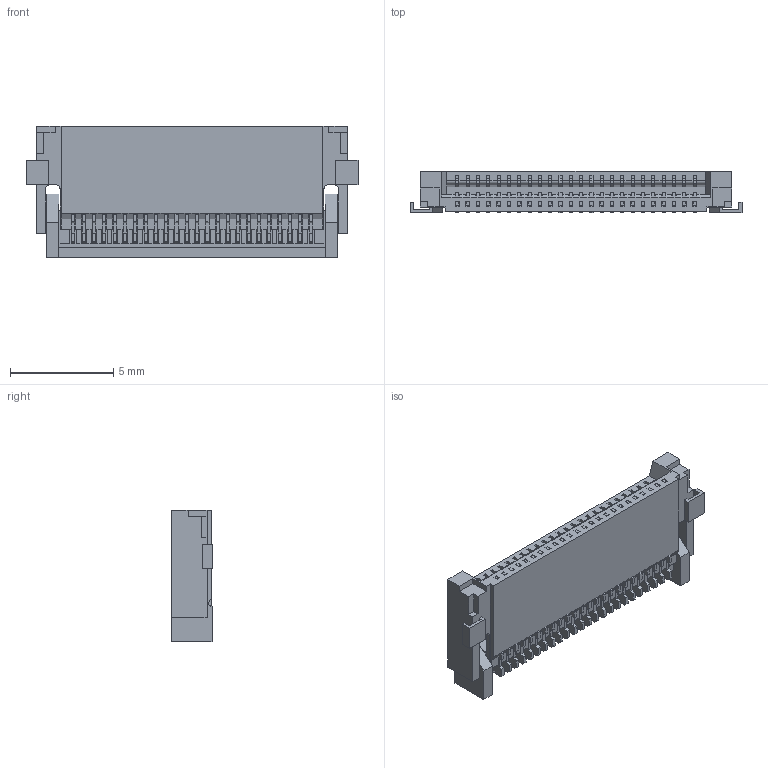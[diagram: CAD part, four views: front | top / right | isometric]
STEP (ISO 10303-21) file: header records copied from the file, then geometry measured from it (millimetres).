
FILE_DESCRIPTION(/* description */ ('STEP AP203'),/* implementation_level */ '2;1');
FILE_NAME(/* name */ 'XF3M_2415_1B',/* time_stamp */ '2021-04-03T14:46:23',/* author */ ('ƒIƒ€ƒ�ƒ“'),/* organization */ (''),/* preprocessor_version */ '5.0.0 (framework 5.0.0.202006301418)',/* originating_system */ 'IDA-STEP',/* authorization */ '');
FILE_SCHEMA(('AP242_MANAGED_MODEL_BASED_3D_ENGINEERING_MIM'));
Length unit declared in the file: millimetre
Products named in the file (1): XF3M_2415_1B
Bounding box: 16.1 x 2 x 6.4 mm (x, y, z)
Volume: 120.9 mm3; surface area: 583.6 mm2
Topology: 1 solids, 1 shells, 1662 faces, 4695 edges, 3064 vertices
Faces by surface type: plane 1609, cylinder 53
Entity records: 52636 total; most frequent: CARTESIAN_POINT 9422, ORIENTED_EDGE 9390, DIRECTION 8127, EDGE_CURVE 4695, VECTOR 4589, LINE 4589, VERTEX_POINT 3064, AXIS2_PLACEMENT_3D 1769
